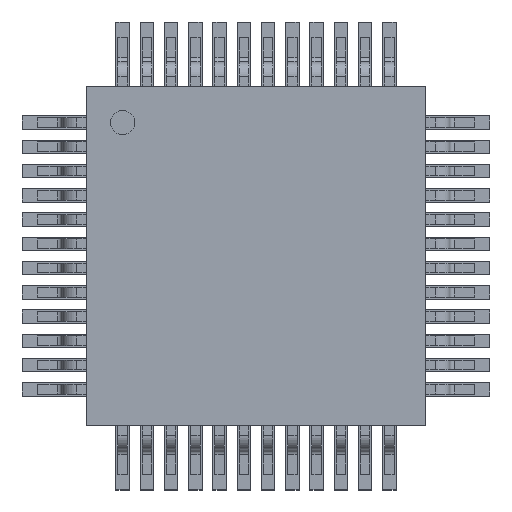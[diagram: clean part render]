
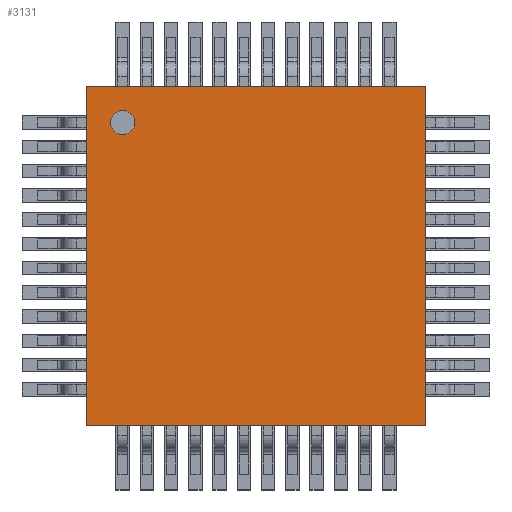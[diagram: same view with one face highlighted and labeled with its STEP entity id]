
A CAD part, top view. The second image highlights one B-rep face of the part: STEP entity #3131.
In plain terms, the highlighted planar face has unit normal (0, 0, 1).
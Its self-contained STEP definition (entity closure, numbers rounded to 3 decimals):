
#3131=ADVANCED_FACE('',(#5071,#5072),#4004,.T.);
#4004=PLANE('',#18576);
#4683=CIRCLE('',#18574,0.25);
#4684=CIRCLE('',#18575,0.25);
#5071=FACE_BOUND('',#5221,.T.);
#5072=FACE_BOUND('',#5222,.T.);
#5221=EDGE_LOOP('',(#6191,#6192,#6193,#6194));
#5222=EDGE_LOOP('',(#6195,#6196));
#6191=ORIENTED_EDGE('',*,*,#12383,.T.);
#6192=ORIENTED_EDGE('',*,*,#12384,.T.);
#6193=ORIENTED_EDGE('',*,*,#12385,.T.);
#6194=ORIENTED_EDGE('',*,*,#12386,.T.);
#6195=ORIENTED_EDGE('',*,*,#12387,.F.);
#6196=ORIENTED_EDGE('',*,*,#12388,.F.);
#10835=VERTEX_POINT('',#24295);
#10836=VERTEX_POINT('',#24296);
#10837=VERTEX_POINT('',#24298);
#10838=VERTEX_POINT('',#24300);
#10839=VERTEX_POINT('',#24303);
#10840=VERTEX_POINT('',#24304);
#12383=EDGE_CURVE('',#10835,#10836,#14705,.T.);
#12384=EDGE_CURVE('',#10836,#10837,#14706,.T.);
#12385=EDGE_CURVE('',#10837,#10838,#14707,.T.);
#12386=EDGE_CURVE('',#10838,#10835,#14708,.T.);
#12387=EDGE_CURVE('',#10839,#10840,#4683,.T.);
#12388=EDGE_CURVE('',#10840,#10839,#4684,.T.);
#14705=LINE('',#24294,#16639);
#14706=LINE('',#24297,#16640);
#14707=LINE('',#24299,#16641);
#14708=LINE('',#24301,#16642);
#16639=VECTOR('',#19837,1.);
#16640=VECTOR('',#19838,1.);
#16641=VECTOR('',#19839,1.);
#16642=VECTOR('',#19840,1.);
#18574=AXIS2_PLACEMENT_3D('',#24302,#19841,#19842);
#18575=AXIS2_PLACEMENT_3D('',#24305,#19843,#19844);
#18576=AXIS2_PLACEMENT_3D('',#24306,#19845,#19846);
#19837=DIRECTION('',(1.,0.,0.));
#19838=DIRECTION('',(0.,1.,0.));
#19839=DIRECTION('',(-1.,0.,0.));
#19840=DIRECTION('',(0.,-1.,0.));
#19841=DIRECTION('',(0.,0.,1.));
#19842=DIRECTION('',(-1.,0.,0.));
#19843=DIRECTION('',(0.,0.,1.));
#19844=DIRECTION('',(1.,0.,0.));
#19845=DIRECTION('',(0.,0.,1.));
#19846=DIRECTION('',(-1.,0.,0.));
#24294=CARTESIAN_POINT('',(-3.5,-3.5,1.276));
#24295=CARTESIAN_POINT('',(-3.5,-3.5,1.276));
#24296=CARTESIAN_POINT('',(3.5,-3.5,1.276));
#24297=CARTESIAN_POINT('',(3.5,-3.5,1.276));
#24298=CARTESIAN_POINT('',(3.5,3.5,1.276));
#24299=CARTESIAN_POINT('',(3.5,3.5,1.276));
#24300=CARTESIAN_POINT('',(-3.5,3.5,1.276));
#24301=CARTESIAN_POINT('',(-3.5,3.5,1.276));
#24302=CARTESIAN_POINT('',(-2.75,2.75,1.276));
#24303=CARTESIAN_POINT('',(-3.,2.75,1.276));
#24304=CARTESIAN_POINT('',(-2.5,2.75,1.276));
#24305=CARTESIAN_POINT('',(-2.75,2.75,1.276));
#24306=CARTESIAN_POINT('',(0.,0.,1.276));
